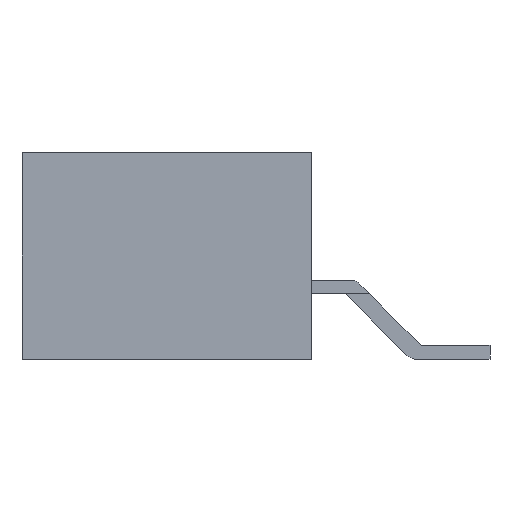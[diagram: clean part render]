
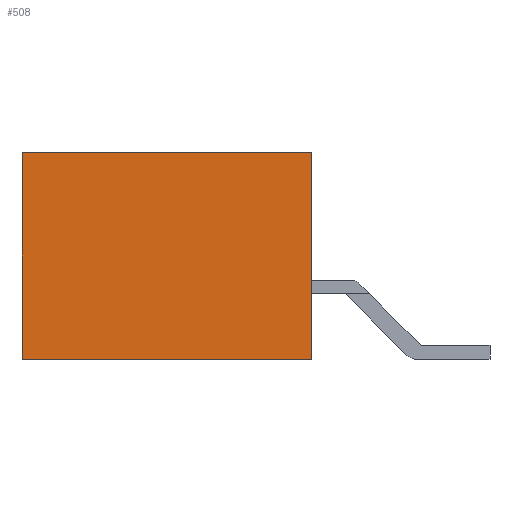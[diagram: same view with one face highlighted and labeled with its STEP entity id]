
A CAD part, front view. The second image highlights one B-rep face of the part: STEP entity #508.
In plain terms, the highlighted planar face has unit normal (0, -1, 0).
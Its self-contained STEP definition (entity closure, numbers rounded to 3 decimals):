
#70 = EDGE_CURVE('',#71,#73,#75,.T.);
#71 = VERTEX_POINT('',#72);
#72 = CARTESIAN_POINT('',(0.9,-0.625,-0.475));
#73 = VERTEX_POINT('',#74);
#74 = CARTESIAN_POINT('',(0.9,-0.625,1.025));
#75 = LINE('',#76,#77);
#76 = CARTESIAN_POINT('',(0.9,-0.625,-0.475));
#77 = VECTOR('',#78,1.);
#78 = DIRECTION('',(0.,0.,1.));
#508 = ADVANCED_FACE('',(#509),#534,.F.);
#509 = FACE_BOUND('',#510,.F.);
#510 = EDGE_LOOP('',(#511,#519,#520,#528));
#511 = ORIENTED_EDGE('',*,*,#512,.F.);
#512 = EDGE_CURVE('',#71,#513,#515,.T.);
#513 = VERTEX_POINT('',#514);
#514 = CARTESIAN_POINT('',(3.,-0.625,-0.475));
#515 = LINE('',#516,#517);
#516 = CARTESIAN_POINT('',(0.9,-0.625,-0.475));
#517 = VECTOR('',#518,1.);
#518 = DIRECTION('',(1.,0.,0.));
#519 = ORIENTED_EDGE('',*,*,#70,.T.);
#520 = ORIENTED_EDGE('',*,*,#521,.T.);
#521 = EDGE_CURVE('',#73,#522,#524,.T.);
#522 = VERTEX_POINT('',#523);
#523 = CARTESIAN_POINT('',(3.,-0.625,1.025));
#524 = LINE('',#525,#526);
#525 = CARTESIAN_POINT('',(0.9,-0.625,1.025));
#526 = VECTOR('',#527,1.);
#527 = DIRECTION('',(1.,0.,0.));
#528 = ORIENTED_EDGE('',*,*,#529,.F.);
#529 = EDGE_CURVE('',#513,#522,#530,.T.);
#530 = LINE('',#531,#532);
#531 = CARTESIAN_POINT('',(3.,-0.625,-0.475));
#532 = VECTOR('',#533,1.);
#533 = DIRECTION('',(0.,0.,1.));
#534 = PLANE('',#535);
#535 = AXIS2_PLACEMENT_3D('',#536,#537,#538);
#536 = CARTESIAN_POINT('',(0.9,-0.625,-0.475));
#537 = DIRECTION('',(0.,1.,0.));
#538 = DIRECTION('',(0.,0.,1.));
